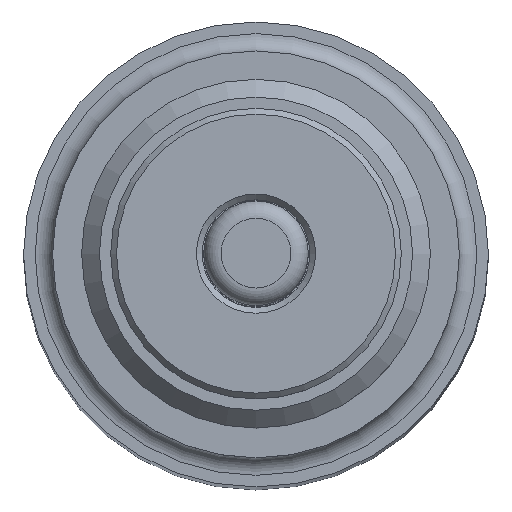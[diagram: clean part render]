
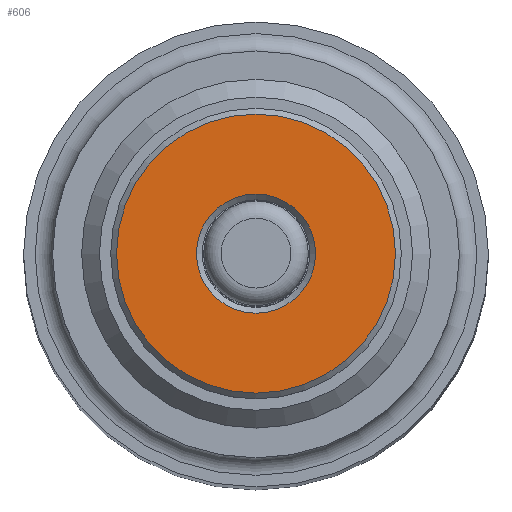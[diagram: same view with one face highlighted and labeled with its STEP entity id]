
A CAD part, top view. The second image highlights one B-rep face of the part: STEP entity #606.
In plain terms, the highlighted planar face has unit normal (0, 0, 1).
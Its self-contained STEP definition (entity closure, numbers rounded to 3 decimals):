
#69=CIRCLE('',#689,1.025);
#70=CIRCLE('',#691,2.4);
#117=ORIENTED_EDGE('',*,*,#250,.F.);
#118=ORIENTED_EDGE('',*,*,#249,.T.);
#249=EDGE_CURVE('',#319,#319,#69,.T.);
#250=EDGE_CURVE('',#320,#320,#70,.T.);
#319=VERTEX_POINT('',#998);
#320=VERTEX_POINT('',#1001);
#434=EDGE_LOOP('',(#117));
#435=EDGE_LOOP('',(#118));
#512=FACE_BOUND('',#434,.T.);
#513=FACE_BOUND('',#435,.T.);
#577=PLANE('',#690);
#606=ADVANCED_FACE('',(#512,#513),#577,.F.);
#689=AXIS2_PLACEMENT_3D('',#997,#799,#800);
#690=AXIS2_PLACEMENT_3D('',#999,#801,#802);
#691=AXIS2_PLACEMENT_3D('',#1000,#803,#804);
#799=DIRECTION('',(0.,0.,-1.));
#800=DIRECTION('',(-1.,0.,0.));
#801=DIRECTION('',(0.,0.,-1.));
#802=DIRECTION('',(-1.,0.,0.));
#803=DIRECTION('',(0.,0.,-1.));
#804=DIRECTION('',(-1.,0.,0.));
#997=CARTESIAN_POINT('',(0.,0.,0.5));
#998=CARTESIAN_POINT('',(-1.025,0.,0.5));
#999=CARTESIAN_POINT('',(0.,1.025,0.5));
#1000=CARTESIAN_POINT('',(0.,0.,0.5));
#1001=CARTESIAN_POINT('',(-2.4,0.,0.5));
